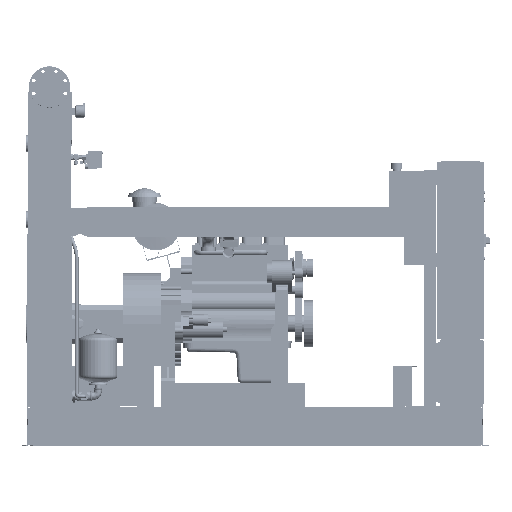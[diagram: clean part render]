
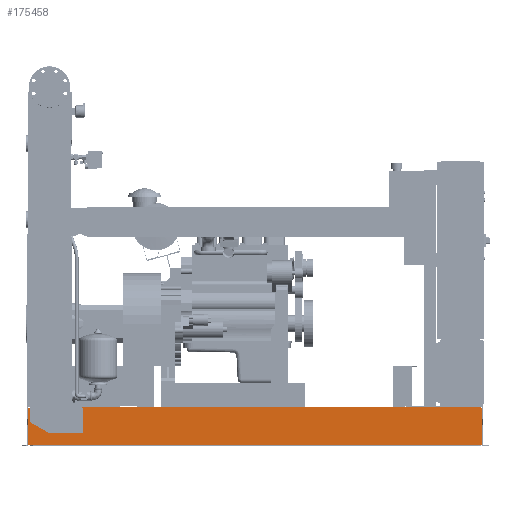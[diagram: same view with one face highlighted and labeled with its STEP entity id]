
A CAD part, front view. The second image highlights one B-rep face of the part: STEP entity #175458.
In plain terms, the highlighted free-form (B-spline) face has degree [1, 1] with [2, 2] control points.
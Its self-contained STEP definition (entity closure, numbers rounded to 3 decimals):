
#170399=CARTESIAN_POINT('',(-104.0,-738.5,202.));
#170400=VERTEX_POINT('',#170399);
#170407=CARTESIAN_POINT('',(-104.0,-738.5,208.));
#170408=VERTEX_POINT('',#170407);
#170409=CARTESIAN_POINT('',(-104.0,-738.5,202.));
#170410=DIRECTION('',(0.0,0.0,1.0));
#170411=VECTOR('',#170410,6.);
#170412=LINE('',#170409,#170411);
#170413=EDGE_CURVE('',#170400,#170408,#170412,.T.);
#173732=CARTESIAN_POINT('',(2290.0,-738.5,208.));
#173733=VERTEX_POINT('',#173732);
#173734=CARTESIAN_POINT('',(-104.0,-738.5,208.));
#173735=DIRECTION('',(1.0,0.0,0.0));
#173736=VECTOR('',#173735,2394.0);
#173737=LINE('',#173734,#173736);
#173738=EDGE_CURVE('',#170408,#173733,#173737,.T.);
#175035=CARTESIAN_POINT('',(2298.0,-738.5,202.));
#175036=VERTEX_POINT('',#175035);
#175043=CARTESIAN_POINT('',(2298.0,-738.5,112.689));
#175044=VERTEX_POINT('',#175043);
#175045=CARTESIAN_POINT('',(2298.0,-738.5,112.689));
#175046=DIRECTION('',(0.0,0.0,1.0));
#175047=VECTOR('',#175046,89.311);
#175048=LINE('',#175045,#175047);
#175049=EDGE_CURVE('',#175044,#175036,#175048,.T.);
#175372=CARTESIAN_POINT('',(-112.0,-738.5,3.));
#175373=CARTESIAN_POINT('',(-112.0,-738.5,208.));
#175374=CARTESIAN_POINT('',(2298.0,-738.5,3.));
#175375=CARTESIAN_POINT('',(2298.0,-738.5,208.));
#175376=B_SPLINE_SURFACE_WITH_KNOTS('',1,1,((#175372,#175374),(#175373,#175375)),.UNSPECIFIED.,.F.,.F.,.U.,(2,2),(2,2),(0.0,205.),(0.0,2410.0),.UNSPECIFIED.);
#175377=CARTESIAN_POINT('',(2298.0,-738.5,6.));
#175378=VERTEX_POINT('',#175377);
#175379=CARTESIAN_POINT('',(2298.0,-738.5,6.));
#175380=DIRECTION('',(0.0,0.0,1.0));
#175381=VECTOR('',#175380,106.689);
#175382=LINE('',#175379,#175381);
#175383=EDGE_CURVE('',#175378,#175044,#175382,.T.);
#175384=ORIENTED_EDGE('',*,*,#175383,.T.);
#175385=ORIENTED_EDGE('',*,*,#175049,.T.);
#175386=CARTESIAN_POINT('',(2290.0,-738.5,202.));
#175387=VERTEX_POINT('',#175386);
#175388=CARTESIAN_POINT('',(2298.0,-738.5,202.));
#175389=DIRECTION('',(-1.0,0.0,0.0));
#175390=VECTOR('',#175389,8.0);
#175391=LINE('',#175388,#175390);
#175392=EDGE_CURVE('',#175036,#175387,#175391,.T.);
#175393=ORIENTED_EDGE('',*,*,#175392,.T.);
#175394=CARTESIAN_POINT('',(2290.0,-738.5,208.));
#175395=DIRECTION('',(0.0,0.0,-1.0));
#175396=VECTOR('',#175395,6.);
#175397=LINE('',#175394,#175396);
#175398=EDGE_CURVE('',#173733,#175387,#175397,.T.);
#175399=ORIENTED_EDGE('',*,*,#175398,.F.);
#175400=ORIENTED_EDGE('',*,*,#173738,.F.);
#175401=ORIENTED_EDGE('',*,*,#170413,.F.);
#175402=CARTESIAN_POINT('',(-112.0,-738.5,202.));
#175403=VERTEX_POINT('',#175402);
#175404=CARTESIAN_POINT('',(-104.0,-738.5,202.));
#175405=DIRECTION('',(-1.0,0.0,0.0));
#175406=VECTOR('',#175405,8.0);
#175407=LINE('',#175404,#175406);
#175408=EDGE_CURVE('',#170400,#175403,#175407,.T.);
#175409=ORIENTED_EDGE('',*,*,#175408,.T.);
#175410=CARTESIAN_POINT('',(-112.0,-738.5,6.));
#175411=VERTEX_POINT('',#175410);
#175412=CARTESIAN_POINT('',(-112.0,-738.5,202.));
#175413=DIRECTION('',(0.0,0.0,-1.0));
#175414=VECTOR('',#175413,196.);
#175415=LINE('',#175412,#175414);
#175416=EDGE_CURVE('',#175403,#175411,#175415,.T.);
#175417=ORIENTED_EDGE('',*,*,#175416,.T.);
#175418=CARTESIAN_POINT('',(-104.0,-738.5,6.));
#175419=VERTEX_POINT('',#175418);
#175420=CARTESIAN_POINT('',(-112.0,-738.5,6.));
#175421=DIRECTION('',(1.0,0.0,0.0));
#175422=VECTOR('',#175421,8.0);
#175423=LINE('',#175420,#175422);
#175424=EDGE_CURVE('',#175411,#175419,#175423,.T.);
#175425=ORIENTED_EDGE('',*,*,#175424,.T.);
#175426=CARTESIAN_POINT('',(-104.0,-738.5,3.));
#175427=VERTEX_POINT('',#175426);
#175428=CARTESIAN_POINT('',(-104.0,-738.5,3.));
#175429=DIRECTION('',(0.0,0.0,1.0));
#175430=VECTOR('',#175429,3.);
#175431=LINE('',#175428,#175430);
#175432=EDGE_CURVE('',#175427,#175419,#175431,.T.);
#175433=ORIENTED_EDGE('',*,*,#175432,.F.);
#175434=CARTESIAN_POINT('',(2290.0,-738.5,3.));
#175435=VERTEX_POINT('',#175434);
#175436=CARTESIAN_POINT('',(2290.0,-738.5,3.));
#175437=DIRECTION('',(-1.0,0.0,0.0));
#175438=VECTOR('',#175437,2394.0);
#175439=LINE('',#175436,#175438);
#175440=EDGE_CURVE('',#175435,#175427,#175439,.T.);
#175441=ORIENTED_EDGE('',*,*,#175440,.F.);
#175442=CARTESIAN_POINT('',(2290.0,-738.5,6.));
#175443=VERTEX_POINT('',#175442);
#175444=CARTESIAN_POINT('',(2290.0,-738.5,6.));
#175445=DIRECTION('',(0.0,0.0,-1.0));
#175446=VECTOR('',#175445,3.);
#175447=LINE('',#175444,#175446);
#175448=EDGE_CURVE('',#175443,#175435,#175447,.T.);
#175449=ORIENTED_EDGE('',*,*,#175448,.F.);
#175450=CARTESIAN_POINT('',(2290.0,-738.5,6.));
#175451=DIRECTION('',(1.0,0.0,0.0));
#175452=VECTOR('',#175451,8.0);
#175453=LINE('',#175450,#175452);
#175454=EDGE_CURVE('',#175443,#175378,#175453,.T.);
#175455=ORIENTED_EDGE('',*,*,#175454,.T.);
#175456=EDGE_LOOP('',(#175384,#175385,#175393,#175399,#175400,#175401,#175409,#175417,#175425,#175433,#175441,#175449,#175455));
#175457=FACE_OUTER_BOUND('',#175456,.T.);
#175458=ADVANCED_FACE('',(#175457),#175376,.F.);
